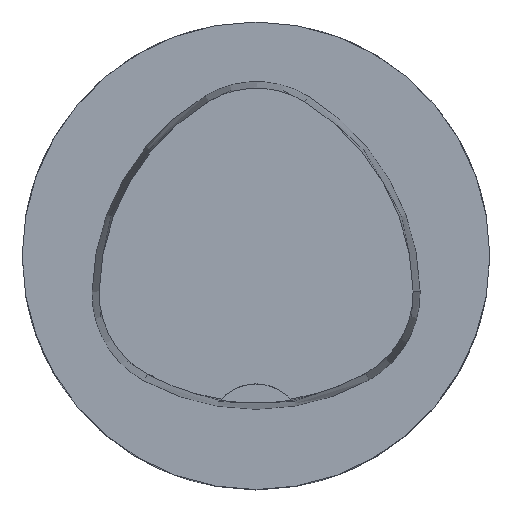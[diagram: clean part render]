
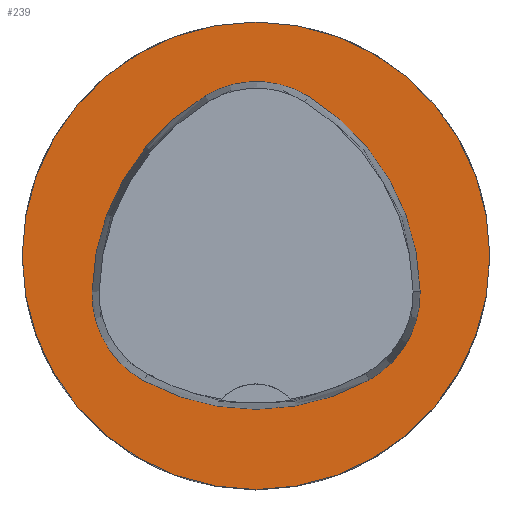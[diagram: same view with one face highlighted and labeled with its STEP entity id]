
A CAD part, top view. The second image highlights one B-rep face of the part: STEP entity #239.
In plain terms, the highlighted planar face has unit normal (0, 0, 1).
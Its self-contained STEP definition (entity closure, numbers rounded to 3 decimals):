
#239=ADVANCED_FACE('',(#478,#479),#295,.T.);
#295=PLANE('',#1403);
#478=FACE_BOUND('',#533,.T.);
#479=FACE_BOUND('',#534,.T.);
#533=EDGE_LOOP('',(#739,#740,#741,#742,#743,#744));
#534=EDGE_LOOP('',(#745));
#739=ORIENTED_EDGE('',*,*,#1123,.F.);
#740=ORIENTED_EDGE('',*,*,#1118,.F.);
#741=ORIENTED_EDGE('',*,*,#1113,.F.);
#742=ORIENTED_EDGE('',*,*,#1110,.F.);
#743=ORIENTED_EDGE('',*,*,#1107,.F.);
#744=ORIENTED_EDGE('',*,*,#1103,.F.);
#745=ORIENTED_EDGE('',*,*,#1126,.T.);
#978=VERTEX_POINT('',#2207);
#979=VERTEX_POINT('',#2208);
#982=VERTEX_POINT('',#2216);
#984=VERTEX_POINT('',#2222);
#986=VERTEX_POINT('',#2228);
#990=VERTEX_POINT('',#2241);
#994=VERTEX_POINT('',#2259);
#1103=EDGE_CURVE('',#978,#979,#1213,.T.);
#1107=EDGE_CURVE('',#979,#982,#1215,.T.);
#1110=EDGE_CURVE('',#982,#984,#1217,.T.);
#1113=EDGE_CURVE('',#984,#986,#1219,.T.);
#1118=EDGE_CURVE('',#986,#990,#1222,.T.);
#1123=EDGE_CURVE('',#990,#978,#1225,.T.);
#1126=EDGE_CURVE('',#994,#994,#1228,.T.);
#1213=CIRCLE('',#1380,20.);
#1215=CIRCLE('',#1383,8.5);
#1217=CIRCLE('',#1386,20.);
#1219=CIRCLE('',#1389,8.5);
#1222=CIRCLE('',#1393,20.);
#1225=CIRCLE('',#1397,8.5);
#1228=CIRCLE('',#1402,20.);
#1380=AXIS2_PLACEMENT_3D('',#2206,#1633,#1634);
#1383=AXIS2_PLACEMENT_3D('',#2215,#1641,#1642);
#1386=AXIS2_PLACEMENT_3D('',#2221,#1648,#1649);
#1389=AXIS2_PLACEMENT_3D('',#2227,#1655,#1656);
#1393=AXIS2_PLACEMENT_3D('',#2240,#1664,#1665);
#1397=AXIS2_PLACEMENT_3D('',#2253,#1673,#1674);
#1402=AXIS2_PLACEMENT_3D('',#2258,#1683,#1684);
#1403=AXIS2_PLACEMENT_3D('',#2260,#1685,#1686);
#1633=DIRECTION('',(0.,0.,1.));
#1634=DIRECTION('',(1.,0.,0.));
#1641=DIRECTION('',(0.,0.,1.));
#1642=DIRECTION('',(1.,0.,0.));
#1648=DIRECTION('',(0.,0.,1.));
#1649=DIRECTION('',(1.,0.,0.));
#1655=DIRECTION('',(0.,0.,1.));
#1656=DIRECTION('',(1.,0.,0.));
#1664=DIRECTION('',(0.,0.,1.));
#1665=DIRECTION('',(1.,0.,0.));
#1673=DIRECTION('',(0.,0.,1.));
#1674=DIRECTION('',(1.,0.,0.));
#1683=DIRECTION('',(0.,0.,1.));
#1684=DIRECTION('',(1.,0.,0.));
#1685=DIRECTION('',(0.,0.,1.));
#1686=DIRECTION('',(-1.,0.,0.));
#2206=CARTESIAN_POINT('',(-5.955,-3.414,0.));
#2207=CARTESIAN_POINT('',(14.041,-3.042,0.));
#2208=CARTESIAN_POINT('',(4.472,13.653,0.));
#2215=CARTESIAN_POINT('',(0.04,6.4,0.));
#2216=CARTESIAN_POINT('',(-4.347,13.68,0.));
#2221=CARTESIAN_POINT('',(5.976,-3.45,0.));
#2222=CARTESIAN_POINT('',(-14.021,-3.075,0.));
#2227=CARTESIAN_POINT('',(-5.522,-3.235,0.));
#2228=CARTESIAN_POINT('',(-9.588,-10.699,0.));
#2240=CARTESIAN_POINT('',(-0.022,6.864,0.));
#2241=CARTESIAN_POINT('',(9.655,-10.639,0.));
#2253=CARTESIAN_POINT('',(5.543,-3.2,0.));
#2258=CARTESIAN_POINT('',(0.,0.,0.));
#2259=CARTESIAN_POINT('',(20.,0.,0.));
#2260=CARTESIAN_POINT('',(0.,0.,0.));
